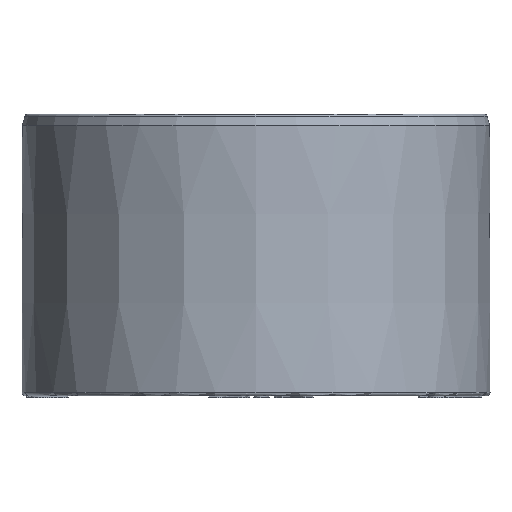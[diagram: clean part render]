
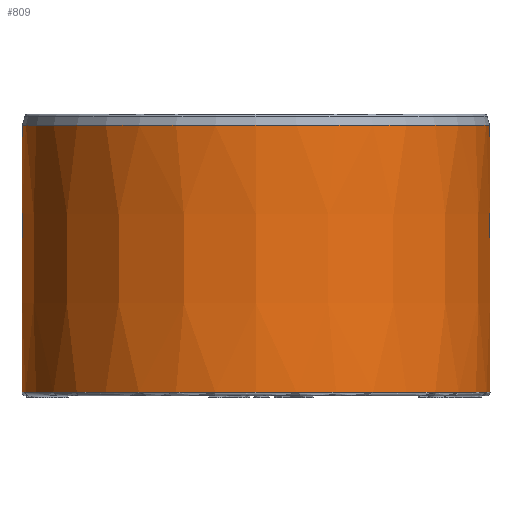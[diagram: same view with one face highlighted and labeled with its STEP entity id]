
A CAD part, front view. The second image highlights one B-rep face of the part: STEP entity #809.
In plain terms, the highlighted conical face has half-angle 0.075 degrees and reference radius 31.55 mm.
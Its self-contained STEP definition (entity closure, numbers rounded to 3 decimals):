
#804=CONICAL_SURFACE('',#14147,31.55,0.075);
#809=ADVANCED_FACE('',(#2329,#2330),#804,.T.);
#2329=FACE_BOUND('',#2382,.T.);
#2330=FACE_BOUND('',#2383,.T.);
#2382=EDGE_LOOP('',(#5169));
#2383=EDGE_LOOP('',(#5170));
#4636=CIRCLE('',#14145,31.549);
#4637=CIRCLE('',#14146,31.502);
#5169=ORIENTED_EDGE('',*,*,#11013,.T.);
#5170=ORIENTED_EDGE('',*,*,#11014,.T.);
#9551=VERTEX_POINT('',#20440);
#9552=VERTEX_POINT('',#20442);
#11013=EDGE_CURVE('',#9551,#9551,#4636,.T.);
#11014=EDGE_CURVE('',#9552,#9552,#4637,.T.);
#14145=AXIS2_PLACEMENT_3D('',#20439,#14953,#14954);
#14146=AXIS2_PLACEMENT_3D('',#20441,#14955,#14956);
#14147=AXIS2_PLACEMENT_3D('',#20443,#14957,#14958);
#14953=DIRECTION('',(0.,0.,1.));
#14954=DIRECTION('',(1.,0.,0.));
#14955=DIRECTION('',(0.,0.,-1.));
#14956=DIRECTION('',(-1.,0.,0.));
#14957=DIRECTION('',(0.,0.,-1.));
#14958=DIRECTION('',(-1.,0.,0.));
#20439=CARTESIAN_POINT('',(-92.,0.,0.501));
#20440=CARTESIAN_POINT('',(-60.451,0.,0.501));
#20441=CARTESIAN_POINT('',(-92.,0.,36.5));
#20442=CARTESIAN_POINT('',(-123.502,0.,36.5));
#20443=CARTESIAN_POINT('',(-92.,0.,0.));
